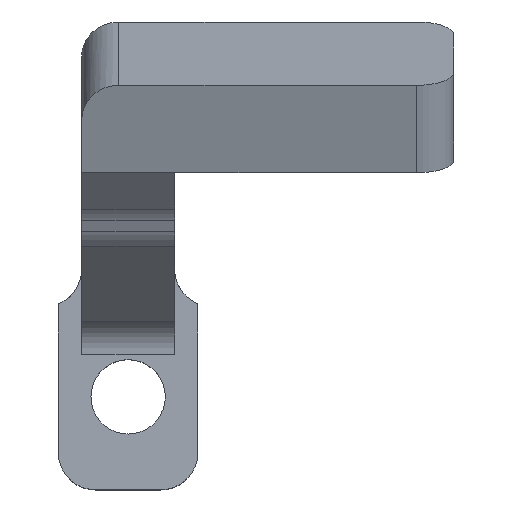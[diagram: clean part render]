
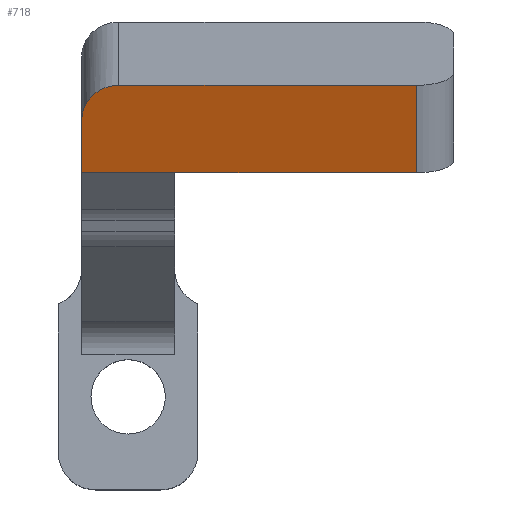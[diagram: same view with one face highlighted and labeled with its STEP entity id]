
A CAD part, top view. The second image highlights one B-rep face of the part: STEP entity #718.
In plain terms, the highlighted planar face has unit normal (0, -0.342, 0.94).
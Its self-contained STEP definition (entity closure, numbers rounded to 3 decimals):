
#89=PLANE('',#797);
#114=FACE_OUTER_BOUND('',#151,.T.);
#151=EDGE_LOOP('',(#582,#583,#584,#585,#586));
#192=CIRCLE('',#798,0.8);
#237=LINE('',#1169,#299);
#238=LINE('',#1174,#300);
#240=LINE('',#1178,#302);
#243=LINE('',#1185,#305);
#299=VECTOR('',#928,10.);
#300=VECTOR('',#935,10.);
#302=VECTOR('',#939,10.);
#305=VECTOR('',#946,10.);
#375=VERTEX_POINT('',#1166);
#376=VERTEX_POINT('',#1168);
#377=VERTEX_POINT('',#1172);
#378=VERTEX_POINT('',#1177);
#380=VERTEX_POINT('',#1183);
#451=EDGE_CURVE('',#375,#376,#237,.T.);
#454=EDGE_CURVE('',#376,#377,#238,.T.);
#456=EDGE_CURVE('',#378,#377,#240,.T.);
#459=EDGE_CURVE('',#380,#375,#192,.T.);
#460=EDGE_CURVE('',#378,#380,#243,.T.);
#582=ORIENTED_EDGE('',*,*,#454,.F.);
#583=ORIENTED_EDGE('',*,*,#451,.F.);
#584=ORIENTED_EDGE('',*,*,#459,.F.);
#585=ORIENTED_EDGE('',*,*,#460,.F.);
#586=ORIENTED_EDGE('',*,*,#456,.T.);
#718=ADVANCED_FACE('',(#114),#89,.T.);
#797=AXIS2_PLACEMENT_3D('',#1182,#942,#943);
#798=AXIS2_PLACEMENT_3D('',#1184,#944,#945);
#928=DIRECTION('',(1.,0.,0.));
#935=DIRECTION('',(0.,-0.94,-0.342));
#939=DIRECTION('',(1.,0.,0.));
#942=DIRECTION('center_axis',(0.,-0.342,0.94));
#943=DIRECTION('ref_axis',(0.,-0.94,-0.342));
#944=DIRECTION('center_axis',(0.,0.342,-0.94));
#945=DIRECTION('ref_axis',(-0.707,0.664,0.242));
#946=DIRECTION('',(0.,0.94,0.342));
#1166=CARTESIAN_POINT('',(-0.2,6.679,14.002));
#1168=CARTESIAN_POINT('',(6.2,6.679,14.002));
#1169=CARTESIAN_POINT('',(0.,6.679,14.002));
#1172=CARTESIAN_POINT('',(6.2,4.8,13.318));
#1174=CARTESIAN_POINT('',(6.2,6.209,13.831));
#1177=CARTESIAN_POINT('',(-1.,4.8,13.318));
#1178=CARTESIAN_POINT('',(0.,4.8,13.318));
#1182=CARTESIAN_POINT('Origin',(0.,6.679,14.002));
#1183=CARTESIAN_POINT('',(-1.,5.927,13.728));
#1184=CARTESIAN_POINT('Origin',(-0.2,5.927,13.728));
#1185=CARTESIAN_POINT('',(-1.,6.679,14.002));
